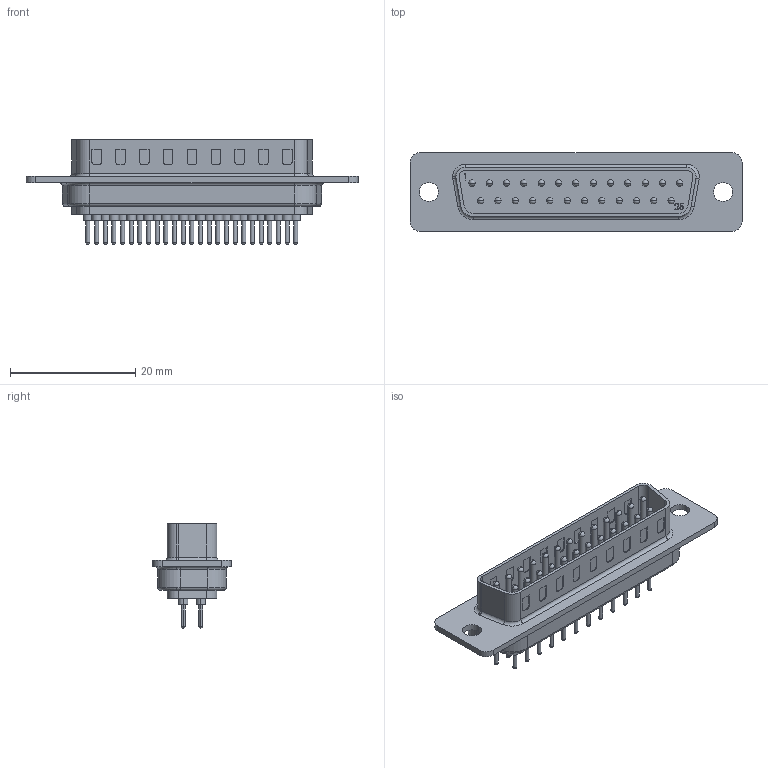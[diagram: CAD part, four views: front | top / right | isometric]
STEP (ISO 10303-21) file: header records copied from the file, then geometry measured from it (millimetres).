
FILE_DESCRIPTION (( 'STEP AP214' ), '1' );
FILE_NAME ('SD25P-PC_3D.STEP', '2022-05-26T14:59:45', ( '' ), ( '' ), 'SwSTEP 2.0', 'SolidWorks 2021', '' );
FILE_SCHEMA (( 'AUTOMOTIVE_DESIGN' ));
Length unit declared in the file: inch
Products named in the file (1): SD25P-PC_3D
Bounding box: 53.09 x 12.55 x 16.76 mm (x, y, z)
Volume: 3096.5 mm3; surface area: 3696.1 mm2
Topology: 1 solids, 1 shells, 652 faces, 1713 edges, 1081 vertices
Faces by surface type: cylinder 266, plane 252, sphere 100, torus 20, bspline 14
Entity records: 26997 total; most frequent: CARTESIAN_POINT 4073, DIRECTION 3422, ORIENTED_EDGE 3026, EDGE_CURVE 1513, AXIS2_PLACEMENT_3D 1298, VERTEX_POINT 981, VECTOR 826, LINE 826
